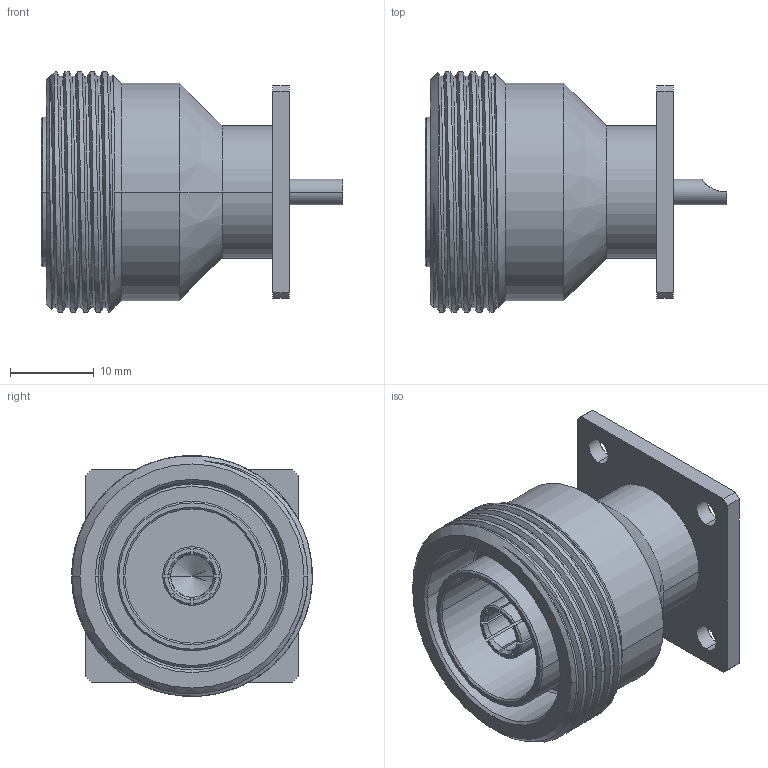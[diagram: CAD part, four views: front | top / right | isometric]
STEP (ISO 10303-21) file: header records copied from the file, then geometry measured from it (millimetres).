
FILE_DESCRIPTION((''),'2;1');
FILE_NAME('272173_SW0001','2020-08-07T14:10:10',('karthik'),(''),'CREO PARAMETRIC BY PTC INC, 2019444','CREO PARAMETRIC BY PTC INC, 2019444','');
FILE_SCHEMA(('CONFIG_CONTROL_DESIGN'));
Length unit declared in the file: millimetre
Products named in the file (1): 272173_SW0001
Bounding box: 36.1 x 28.8 x 28.8 mm (x, y, z)
Volume: 10313.6 mm3; surface area: 6512.9 mm2
Topology: 1 solids, 1 shells, 143 faces, 371 edges, 233 vertices
Faces by surface type: cone 50, plane 46, cylinder 41, bspline 6
Entity records: 6846 total; most frequent: CARTESIAN_POINT 3337, ORIENTED_EDGE 734, DIRECTION 720, EDGE_CURVE 367, AXIS2_PLACEMENT_3D 280, VERTEX_POINT 233, VECTOR 160, LINE 160
